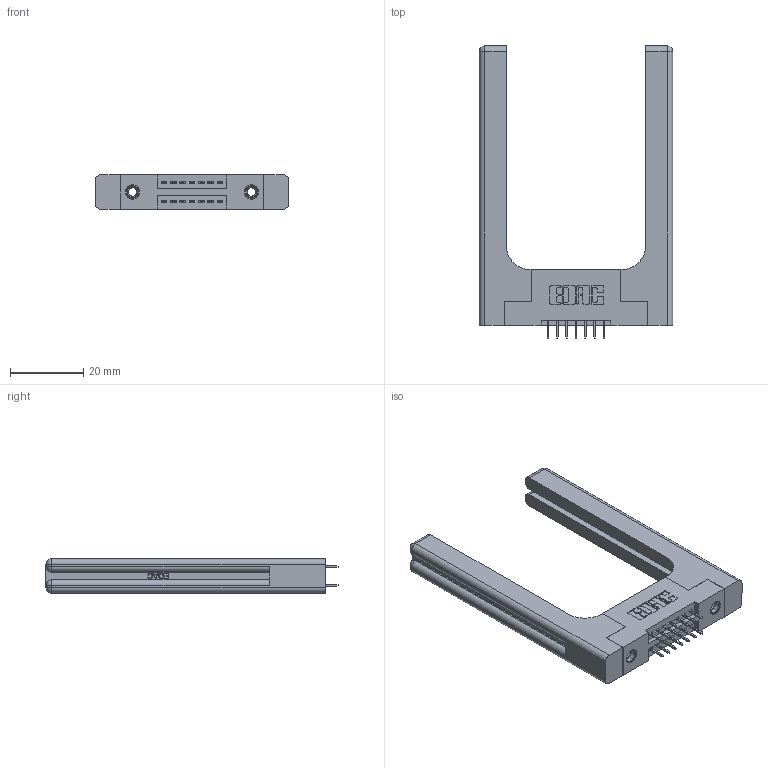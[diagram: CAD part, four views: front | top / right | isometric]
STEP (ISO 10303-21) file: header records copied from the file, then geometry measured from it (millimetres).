
FILE_DESCRIPTION (( 'STEP AP203' ), '1' );
FILE_NAME ('345-014-525-258.STEP', '2020-09-19T01:48:28', ( '' ), ( '' ), 'SwSTEP 2.0', 'SolidWorks 2020', '' );
FILE_SCHEMA (( 'CONFIG_CONTROL_DESIGN' ));
Length unit declared in the file: inch
Products named in the file (5): 345-292-001_345-293-125; 345-250-001_345-250-001-102; 345 Part_Flush Mounting Lugs - 0.156 Dia-TH; 345-220-058_345-220-058; 345-014-525-258
Assembly tree (19 placements, depth 2):
  345-014-525-258
    345 Part_Flush Mounting Lugs - 0.156 Dia-TH
    345-292-001_345-293-125  x14
    345-250-001_345-250-001-102  x2
    345-220-058_345-220-058  x2
Bounding box: 52.81 x 79.68 x 9.4 mm (x, y, z)
Volume: 13256.9 mm3; surface area: 11379.8 mm2
Topology: 19 solids, 19 shells, 1138 faces, 3149 edges, 2022 vertices
Faces by surface type: plane 774, cylinder 304, bspline 36, cone 12, sphere 8, torus 4
Entity records: 15460 total; most frequent: CARTESIAN_POINT 3617, ORIENTED_EDGE 2348, DIRECTION 2166, EDGE_CURVE 1174, LINE 926, VECTOR 926, VERTEX_POINT 770, AXIS2_PLACEMENT_3D 620
